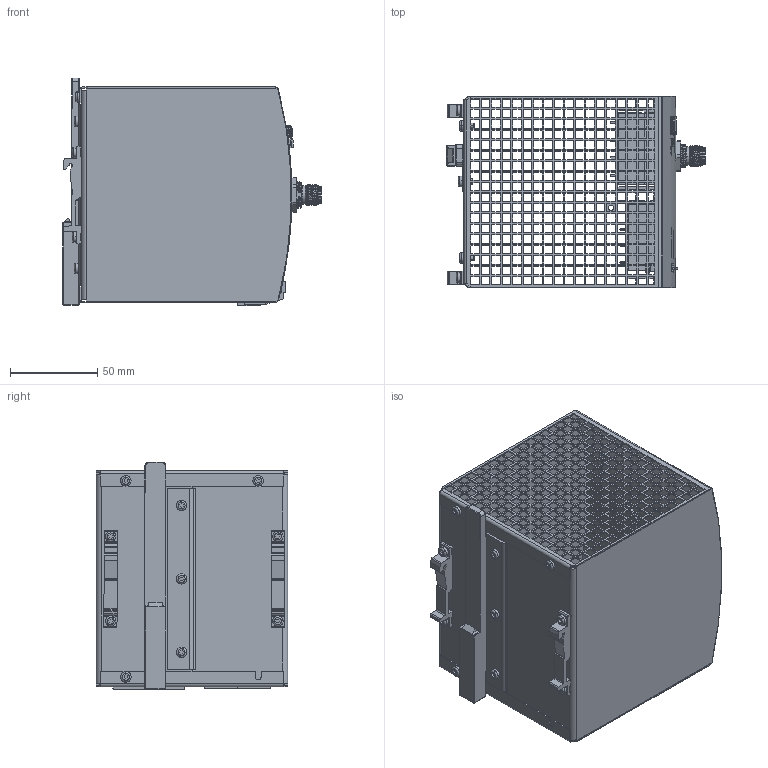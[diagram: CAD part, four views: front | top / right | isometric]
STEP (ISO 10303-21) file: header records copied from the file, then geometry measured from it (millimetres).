
FILE_DESCRIPTION((''),'2;1');
FILE_NAME('CAD-7204_QT40_241-B2_SW0001','2021-03-22T11:08:46',('creinig-se'),(''),'CREO PARAMETRIC BY PTC INC, 2019292','CREO PARAMETRIC BY PTC INC, 2019292','');
FILE_SCHEMA(('CONFIG_CONTROL_DESIGN','SHAPE_APPEARANCE_LAYERS_GROUPS'));
Products named in the file (1): CAD-7204_QT40_241-B2_SW0001
Bounding box: 148.28 x 110 x 130.9 mm (x, y, z)
Volume: 127877.9 mm3; surface area: 157597.8 mm2
Topology: 9 solids, 10 shells, 3793 faces, 11525 edges, 7928 vertices
Faces by surface type: plane 3164, cylinder 444, cone 70, bspline 56, torus 39, sphere 20
Entity records: 172207 total; most frequent: CARTESIAN_POINT 38651, ORIENTED_EDGE 23008, DIRECTION 19156, EDGE_CURVE 11504, VECTOR 9606, LINE 9606, VERTEX_POINT 7922, EDGE_LOOP 5230
